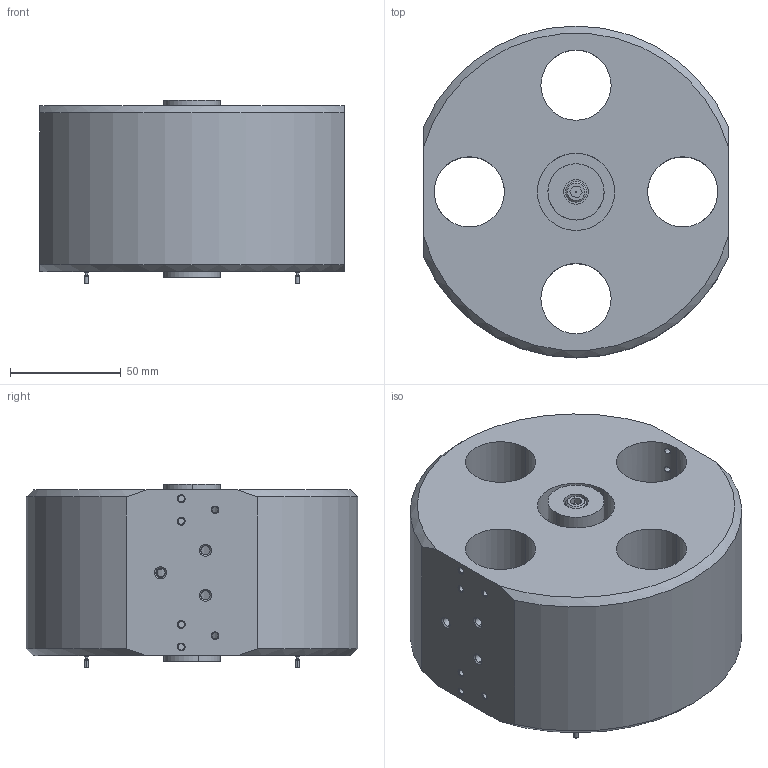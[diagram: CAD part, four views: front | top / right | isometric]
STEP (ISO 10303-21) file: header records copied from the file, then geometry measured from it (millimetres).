
FILE_DESCRIPTION (( 'STEP AP203' ), '1' );
FILE_NAME ('D0901873-v1_AdvLIGO_SUS_HSTS_Intermediate Mass Assembly.STEP', '2010-01-20T01:09:36', ( ' ' ), ( ' ' ), 'SwSTEP 2.0', 'SolidWorks 2009', '' );
FILE_SCHEMA (( 'CONFIG_CONTROL_DESIGN' ));
Length unit declared in the file: inch
Products named in the file (10): UHV-Compatible_Adhesive; D0901792_AdvLIGO_SUS_HSTS_Intermediate Mass; D020351_50g_mass; D020350_100g_mass; D030078_20g_ADDONMASS; D0901873-v1_AdvLIGO_SUS_HSTS_Intermediate Mass Assembly; D020661_Assembly_MagnetDumbbell; D970075_Dumbbell; D0901927_Advanced_LIGO_Magnet,_Sintered_SmCo,_0.075_X_0.125; SST_Vented_Socketheadcapscrew_SHCS-V 0.25-20  X 0.875
Assembly tree (15 placements, depth 3):
  UHV-Compatible_Adhesive
  D0901873-v1_AdvLIGO_SUS_HSTS_Intermediate Mass Assembly
    D020661_Assembly_MagnetDumbbell  x4
      D970075_Dumbbell
      D0901927_Advanced_LIGO_Magnet,_Sintered_SmCo,_0.075_X_0.125
    D0901792_AdvLIGO_SUS_HSTS_Intermediate Mass
    D020350_100g_mass  x2
    SST_Vented_Socketheadcapscrew_SHCS-V 0.25-20  X 0.875  x2
    D020351_50g_mass  x2
    D030078_20g_ADDONMASS  x2
Bounding box: 137.77 x 150 x 82.78 mm (x, y, z)
Volume: 1047044.5 mm3; surface area: 113402.5 mm2
Topology: 17 solids, 17 shells, 248 faces, 548 edges, 352 vertices
Faces by surface type: cylinder 134, plane 68, cone 46
Entity records: 6979 total; most frequent: CARTESIAN_POINT 1761, DIRECTION 886, ORIENTED_EDGE 776, EDGE_CURVE 388, AXIS2_PLACEMENT_3D 367, VERTEX_POINT 246, EDGE_LOOP 226, CIRCLE 184
